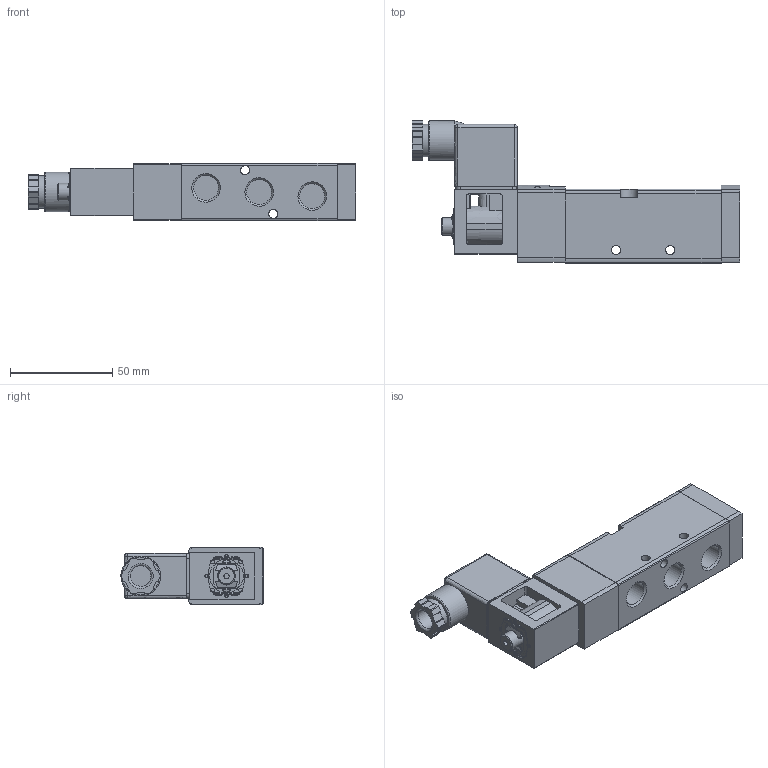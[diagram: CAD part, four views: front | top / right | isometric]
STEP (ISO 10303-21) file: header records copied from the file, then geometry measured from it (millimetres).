
FILE_DESCRIPTION(('FreeCAD Model'),'2;1');
FILE_NAME('Open CASCADE Shape Model','2025-04-29T14:30:17',('FreeCAD'),( 'FreeCAD'),'Open CASCADE STEP processor 7.6','FreeCAD','Unknown');
FILE_SCHEMA(('AUTOMOTIVE_DESIGN { 1 0 10303 214 1 1 1 1 }'));
Length unit declared in the file: millimetre
Products named in the file (1): Open CASCADE STEP translator 7.6 1
Bounding box: 160.33 x 69.54 x 28.07 mm (x, y, z)
Volume: 145336.6 mm3; surface area: 35678.1 mm2
Topology: 4 solids, 4 shells, 511 faces, 1312 edges, 856 vertices
Faces by surface type: bspline 511
Entity records: 15699 total; most frequent: CARTESIAN_POINT 8114, ORIENTED_EDGE 2616, EDGE_CURVE 1308, VERTEX_POINT 856, B_SPLINE_CURVE_WITH_KNOTS 825, FACE_BOUND 582, EDGE_LOOP 582, ADVANCED_FACE 511
